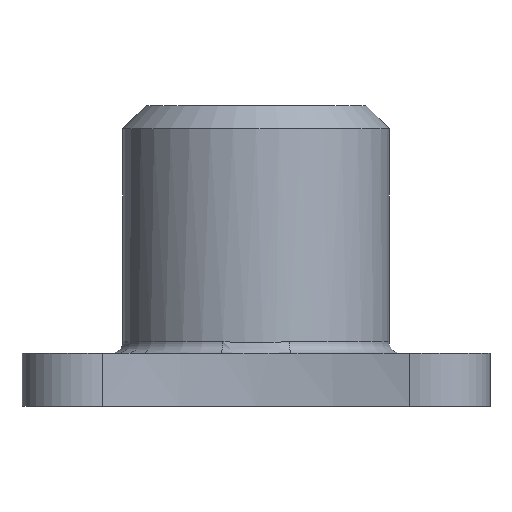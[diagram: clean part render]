
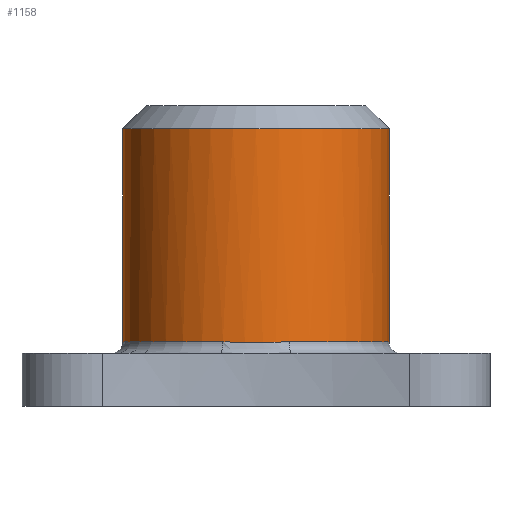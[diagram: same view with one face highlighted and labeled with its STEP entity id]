
A CAD part, front view. The second image highlights one B-rep face of the part: STEP entity #1158.
In plain terms, the highlighted cylindrical face has radius 57.5 mm (diameter 115 mm), a partial arc.
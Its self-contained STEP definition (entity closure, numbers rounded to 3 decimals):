
#21 = EDGE_CURVE ( 'NONE', #254, #937, #758, .T. ) ;
#23 = FACE_OUTER_BOUND ( 'NONE', #966, .T. ) ;
#25 = EDGE_CURVE ( 'NONE', #849, #925, #972, .T. ) ;
#41 = ORIENTED_EDGE ( 'NONE', *, *, #21, .T. ) ;
#47 = CIRCLE ( 'NONE', #781, 57.5 ) ;
#50 = CARTESIAN_POINT ( 'NONE',  ( 4.796, -57.312, 27.498 ) ) ;
#51 = ORIENTED_EDGE ( 'NONE', *, *, #25, .T. ) ;
#55 = CARTESIAN_POINT ( 'NONE',  ( 0., 0., 28. ) ) ;
#56 = CARTESIAN_POINT ( 'NONE',  ( -9.579, -56.709, 27.819 ) ) ;
#128 = VECTOR ( 'NONE', #1002, 1000. ) ;
#254 = VERTEX_POINT ( 'NONE', #1445 ) ;
#279 = CARTESIAN_POINT ( 'NONE',  ( 14.284, -55.698, 28. ) ) ;
#287 = CARTESIAN_POINT ( 'NONE',  ( -4.831, -57.309, 27.5 ) ) ;
#316 = CIRCLE ( 'NONE', #514, 57.5 ) ;
#386 = EDGE_CURVE ( 'NONE', #1470, #849, #471, .T. ) ;
#393 = CARTESIAN_POINT ( 'NONE',  ( 0.577, -57.5, 27.363 ) ) ;
#403 = EDGE_CURVE ( 'NONE', #1470, #671, #519, .T. ) ;
#408 = DIRECTION ( 'NONE',  ( 0., 0., 1. ) ) ;
#471 = CIRCLE ( 'NONE', #1351, 57.5 ) ;
#513 = CARTESIAN_POINT ( 'NONE',  ( -6.023, -57.196, 27.575 ) ) ;
#514 = AXIS2_PLACEMENT_3D ( 'NONE', #811, #829, #919 ) ;
#519 = LINE ( 'NONE', #1129, #128 ) ;
#520 = CARTESIAN_POINT ( 'NONE',  ( -1.235, -57.499, 27.364 ) ) ;
#542 = CARTESIAN_POINT ( 'NONE',  ( 14.284, -55.698, 28. ) ) ;
#559 = EDGE_CURVE ( 'NONE', #937, #671, #316, .T. ) ;
#593 = DIRECTION ( 'NONE',  ( 0., 0., 1. ) ) ;
#595 = ORIENTED_EDGE ( 'NONE', *, *, #559, .T. ) ;
#596 = EDGE_CURVE ( 'NONE', #925, #254, #47, .T. ) ;
#633 = CARTESIAN_POINT ( 'NONE',  ( -13.111, -55.998, 28. ) ) ;
#637 = CARTESIAN_POINT ( 'NONE',  ( 57.5, 0., 23. ) ) ;
#644 = CARTESIAN_POINT ( 'NONE',  ( 5.992, -57.2, 27.573 ) ) ;
#671 = VERTEX_POINT ( 'NONE', #1472 ) ;
#710 = CARTESIAN_POINT ( 'NONE',  ( -57.5, 0., 28. ) ) ;
#742 = CARTESIAN_POINT ( 'NONE',  ( 0., 0., 28. ) ) ;
#752 = CARTESIAN_POINT ( 'NONE',  ( 11.93, -56.262, 27.952 ) ) ;
#758 = LINE ( 'NONE', #637, #814 ) ;
#781 = AXIS2_PLACEMENT_3D ( 'NONE', #742, #1231, #1209 ) ;
#811 = CARTESIAN_POINT ( 'NONE',  ( 0., 0., 120. ) ) ;
#814 = VECTOR ( 'NONE', #1364, 1000. ) ;
#829 = DIRECTION ( 'NONE',  ( 0., 0., -1. ) ) ;
#849 = VERTEX_POINT ( 'NONE', #1355 ) ;
#852 = CARTESIAN_POINT ( 'NONE',  ( 0., 0., 23. ) ) ;
#867 = ORIENTED_EDGE ( 'NONE', *, *, #386, .T. ) ;
#877 = CARTESIAN_POINT ( 'NONE',  ( 1.183, -57.491, 27.37 ) ) ;
#885 = CARTESIAN_POINT ( 'NONE',  ( 13.111, -55.998, 28. ) ) ;
#919 = DIRECTION ( 'NONE',  ( 1., 0., 0. ) ) ;
#925 = VERTEX_POINT ( 'NONE', #542 ) ;
#937 = VERTEX_POINT ( 'NONE', #1391 ) ;
#966 = EDGE_LOOP ( 'NONE', ( #1288, #867, #51, #1191, #41, #595 ) ) ;
#972 = B_SPLINE_CURVE_WITH_KNOTS ( 'NONE', 3,
 ( #1353, #633, #999, #56, #1120, #513, #287, #1480, #520, #393, #877, #1116, #1003, #50, #644, #1358, #1241, #752, #885, #279 ),
 .UNSPECIFIED., .F., .F.,
 ( 4, 2, 2, 2, 2, 2, 2, 2, 2, 4 ),
 ( 0., 0.004, 0.007, 0.011, 0.014, 0.016, 0.018, 0.022, 0.025, 0.029 ),
 .UNSPECIFIED. ) ;
#981 = AXIS2_PLACEMENT_3D ( 'NONE', #852, #593, #1206 ) ;
#999 = CARTESIAN_POINT ( 'NONE',  ( -11.936, -56.26, 27.952 ) ) ;
#1002 = DIRECTION ( 'NONE',  ( 0., 0., 1. ) ) ;
#1003 = CARTESIAN_POINT ( 'NONE',  ( 2.993, -57.425, 27.419 ) ) ;
#1091 = CYLINDRICAL_SURFACE ( 'NONE', #981, 57.5 ) ;
#1116 = CARTESIAN_POINT ( 'NONE',  ( 2.39, -57.453, 27.398 ) ) ;
#1120 = CARTESIAN_POINT ( 'NONE',  ( -8.397, -56.896, 27.735 ) ) ;
#1129 = CARTESIAN_POINT ( 'NONE',  ( -57.5, 0., 23. ) ) ;
#1158 = ADVANCED_FACE ( 'NONE', ( #23 ), #1091, .T. ) ;
#1191 = ORIENTED_EDGE ( 'NONE', *, *, #596, .T. ) ;
#1206 = DIRECTION ( 'NONE',  ( 1., 0., 0. ) ) ;
#1209 = DIRECTION ( 'NONE',  ( 1., 0., 0. ) ) ;
#1231 = DIRECTION ( 'NONE',  ( 0., 0., 1. ) ) ;
#1241 = CARTESIAN_POINT ( 'NONE',  ( 9.563, -56.712, 27.818 ) ) ;
#1252 = DIRECTION ( 'NONE',  ( 1., 0., 0. ) ) ;
#1288 = ORIENTED_EDGE ( 'NONE', *, *, #403, .F. ) ;
#1351 = AXIS2_PLACEMENT_3D ( 'NONE', #55, #408, #1252 ) ;
#1353 = CARTESIAN_POINT ( 'NONE',  ( -14.284, -55.698, 28. ) ) ;
#1355 = CARTESIAN_POINT ( 'NONE',  ( -14.284, -55.698, 28. ) ) ;
#1358 = CARTESIAN_POINT ( 'NONE',  ( 8.375, -56.899, 27.734 ) ) ;
#1364 = DIRECTION ( 'NONE',  ( 0., 0., 1. ) ) ;
#1391 = CARTESIAN_POINT ( 'NONE',  ( 57.5, 0., 120. ) ) ;
#1445 = CARTESIAN_POINT ( 'NONE',  ( 57.5, 0., 28. ) ) ;
#1470 = VERTEX_POINT ( 'NONE', #710 ) ;
#1472 = CARTESIAN_POINT ( 'NONE',  ( -57.5, 0., 120. ) ) ;
#1480 = CARTESIAN_POINT ( 'NONE',  ( -2.437, -57.461, 27.394 ) ) ;
